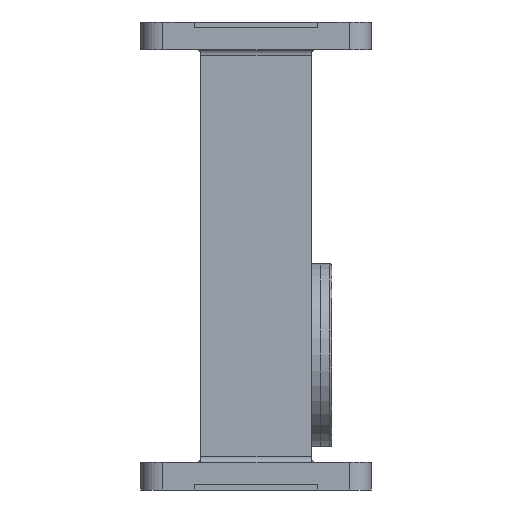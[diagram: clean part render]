
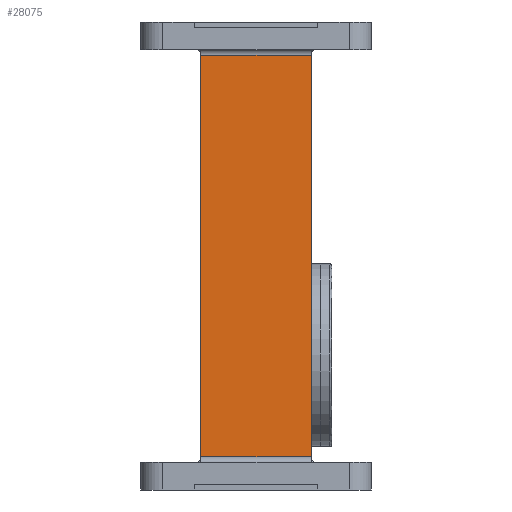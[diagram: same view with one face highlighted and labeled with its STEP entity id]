
A CAD part, front view. The second image highlights one B-rep face of the part: STEP entity #28075.
In plain terms, the highlighted planar face has unit normal (0, -1, 0).
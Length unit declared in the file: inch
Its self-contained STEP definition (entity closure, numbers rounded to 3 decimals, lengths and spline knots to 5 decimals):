
#816 = ORIENTED_EDGE ( 'NONE', *, *, #20147, .T. ) ;
#1090 = ORIENTED_EDGE ( 'NONE', *, *, #19848, .T. ) ;
#1238 = LINE ( 'NONE', #14770, #14885 ) ;
#3807 = DIRECTION ( 'NONE',  ( 0., 0., -1. ) ) ;
#3855 = EDGE_CURVE ( 'NONE', #14009, #10514, #1238, .T. ) ;
#4179 = EDGE_CURVE ( 'NONE', #13005, #10514, #14857, .T. ) ;
#4353 = CARTESIAN_POINT ( 'NONE',  ( 0.5, -0.25, 1.825 ) ) ;
#4436 = DIRECTION ( 'NONE',  ( 0., 0., -1. ) ) ;
#5065 = LINE ( 'NONE', #26382, #6115 ) ;
#5463 = DIRECTION ( 'NONE',  ( -1., 0., 0. ) ) ;
#6115 = VECTOR ( 'NONE', #4436, 39.37008 ) ;
#6516 = ORIENTED_EDGE ( 'NONE', *, *, #3855, .F. ) ;
#9549 = CARTESIAN_POINT ( 'NONE',  ( -0.5, -0.25, 1.825 ) ) ;
#10514 = VERTEX_POINT ( 'NONE', #17089 ) ;
#11143 = DIRECTION ( 'NONE',  ( 0., 0., 1. ) ) ;
#12447 = VECTOR ( 'NONE', #5463, 39.37008 ) ;
#12942 = CARTESIAN_POINT ( 'NONE',  ( -0.5, -0.25, 2.125 ) ) ;
#13005 = VERTEX_POINT ( 'NONE', #20119 ) ;
#14009 = VERTEX_POINT ( 'NONE', #4353 ) ;
#14126 = VERTEX_POINT ( 'NONE', #17701 ) ;
#14770 = CARTESIAN_POINT ( 'NONE',  ( 0.5, -0.25, 2.125 ) ) ;
#14857 = LINE ( 'NONE', #18734, #24767 ) ;
#14885 = VECTOR ( 'NONE', #3807, 39.37008 ) ;
#15146 = EDGE_LOOP ( 'NONE', ( #6516, #816, #1090, #17827 ) ) ;
#17073 = AXIS2_PLACEMENT_3D ( 'NONE', #12942, #24211, #11143 ) ;
#17089 = CARTESIAN_POINT ( 'NONE',  ( 0.5, -0.25, -1.825 ) ) ;
#17701 = CARTESIAN_POINT ( 'NONE',  ( -0.5, -0.25, 1.825 ) ) ;
#17827 = ORIENTED_EDGE ( 'NONE', *, *, #4179, .T. ) ;
#18734 = CARTESIAN_POINT ( 'NONE',  ( -0.5, -0.25, -1.825 ) ) ;
#19824 = PLANE ( 'NONE',  #17073 ) ;
#19848 = EDGE_CURVE ( 'NONE', #14126, #13005, #5065, .T. ) ;
#20119 = CARTESIAN_POINT ( 'NONE',  ( -0.5, -0.25, -1.825 ) ) ;
#20147 = EDGE_CURVE ( 'NONE', #14009, #14126, #26830, .T. ) ;
#23813 = FACE_OUTER_BOUND ( 'NONE', #15146, .T. ) ;
#24211 = DIRECTION ( 'NONE',  ( 0., 1., 0. ) ) ;
#24767 = VECTOR ( 'NONE', #25240, 39.37008 ) ;
#25240 = DIRECTION ( 'NONE',  ( 1., 0., 0. ) ) ;
#26382 = CARTESIAN_POINT ( 'NONE',  ( -0.5, -0.25, 2.125 ) ) ;
#26830 = LINE ( 'NONE', #9549, #12447 ) ;
#28075 = ADVANCED_FACE ( 'NONE', ( #23813 ), #19824, .F. ) ;
